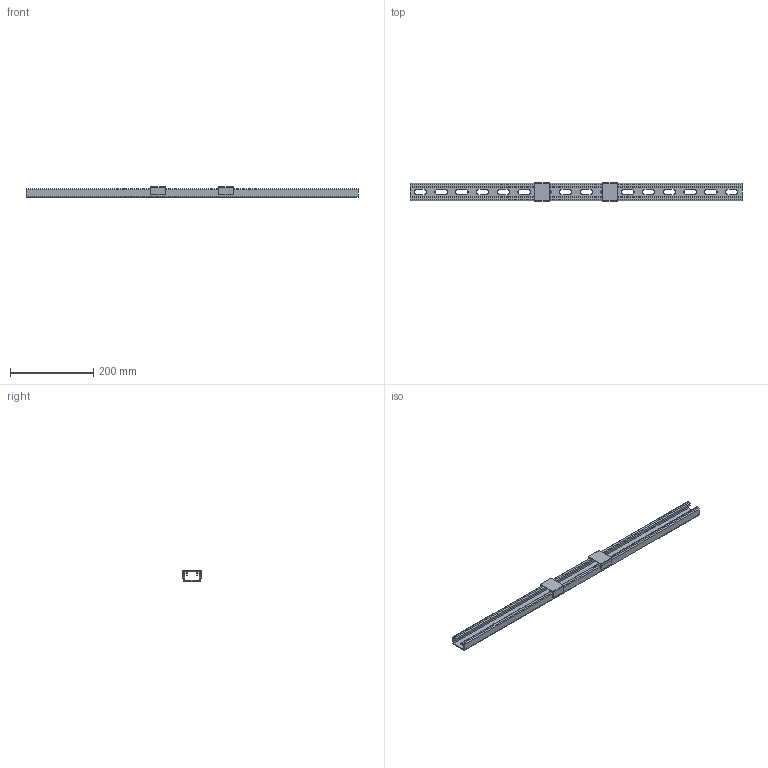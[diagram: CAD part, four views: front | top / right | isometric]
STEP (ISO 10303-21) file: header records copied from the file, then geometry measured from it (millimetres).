
FILE_DESCRIPTION (( 'STEP AP203' ), '1' );
FILE_NAME ('TI-00D-AKP-080 TITAN Êîìïëåêò êðåïëåíèÿ ê ñòîëáó 800 IEK.STEP', '2023-06-26T10:44:51', ( '' ), ( '' ), 'SwSTEP 2.0', 'SolidWorks 2022', '' );
FILE_SCHEMA (( 'CONFIG_CONTROL_DESIGN' ));
Length unit declared in the file: millimetre
Products named in the file (1): TI-00D-AKP-080 TITAN Комплект крепления к столбу 800 IEK
Bounding box: 800 x 44.8 x 25.4 mm (x, y, z)
Surface area: 164912.4 mm2 (no closed solid volume)
Topology: 0 solids, 3 shells, 152 faces, 358 edges, 212 vertices
Faces by surface type: plane 110, cylinder 42
Entity records: 4381 total; most frequent: DIRECTION 748, CARTESIAN_POINT 723, ORIENTED_EDGE 716, EDGE_CURVE 358, VECTOR 274, LINE 274, AXIS2_PLACEMENT_3D 237, VERTEX_POINT 212
